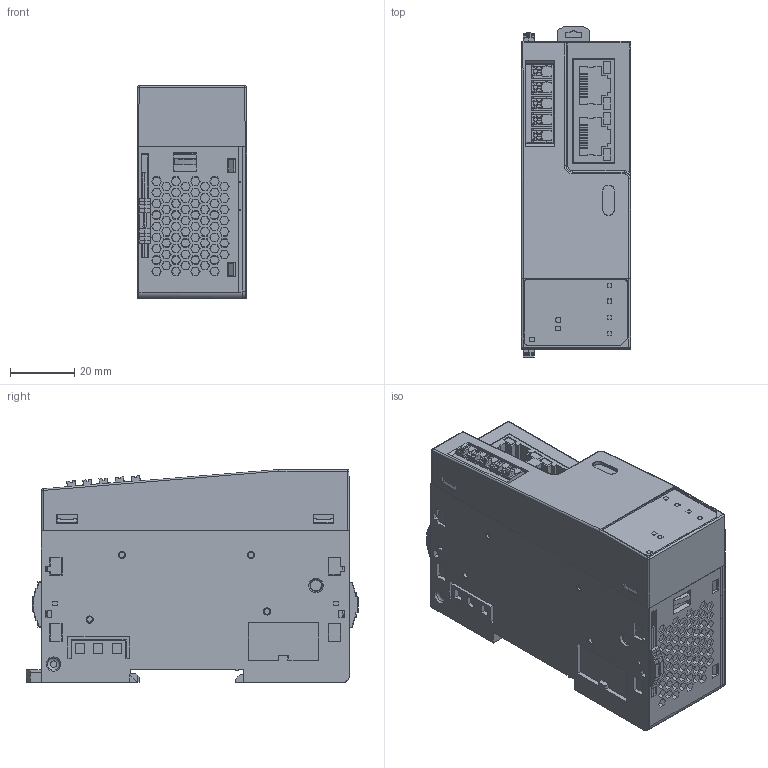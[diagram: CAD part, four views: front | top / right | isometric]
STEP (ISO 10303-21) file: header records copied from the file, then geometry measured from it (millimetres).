
FILE_DESCRIPTION(/* description */ (''),/* implementation_level */ '2;1');
FILE_NAME(/* name */ '',/* time_stamp */ '2025-05-22T17:44:58+08:00',/* author */ (''),/* organization */ (''),/* preprocessor_version */ 'ST-DEVELOPER v14',/* originating_system */ 'SIEMENS PLM Software NX 8.0',/* authorisation */ '');
FILE_SCHEMA (('AUTOMOTIVE_DESIGN { 1 0 10303 214 3 1 1 1 }'));
Products named in the file (1): Admi06D0655Dmzop
Bounding box: 34.03 x 103.01 x 66.07 mm (x, y, z)
Volume: 190196.6 mm3; surface area: 29944.8 mm2
Topology: 1 solids, 11 shells, 3061 faces, 8161 edges, 5387 vertices
Faces by surface type: plane 2869, cylinder 99, cone 65, bspline 18, sphere 6, torus 2, extrusion 2
Entity records: 94183 total; most frequent: CARTESIAN_POINT 17630, ORIENTED_EDGE 16254, DIRECTION 14544, EDGE_CURVE 8127, VECTOR 7644, LINE 7642, VERTEX_POINT 5376, AXIS2_PLACEMENT_3D 3450
